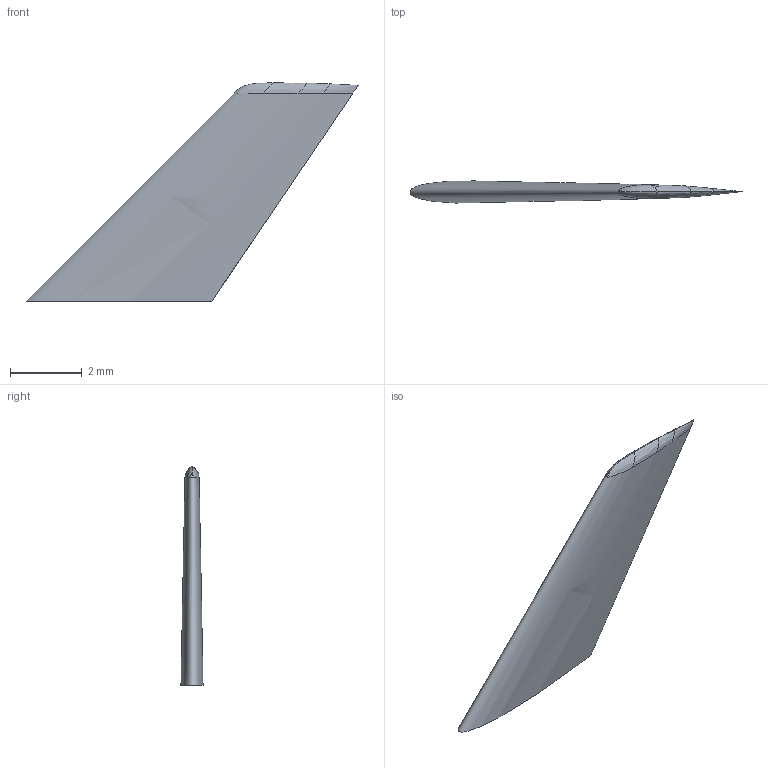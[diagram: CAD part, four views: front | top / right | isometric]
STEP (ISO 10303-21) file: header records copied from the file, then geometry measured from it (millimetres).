
FILE_DESCRIPTION(('Open CASCADE Model'),'2;1');
FILE_NAME('Open CASCADE Shape Model','2018-11-23T13:02:51',('Author'),( 'Open CASCADE'),'Open CASCADE STEP processor 7.0','Open CASCADE 7.0' ,'Unknown');
FILE_SCHEMA(('AUTOMOTIVE_DESIGN { 1 0 10303 214 1 1 1 1 }'));
Length unit declared in the file: millimetre
Products named in the file (1): Aircraft 3
Bounding box: 9.22 x 0.61 x 6.06 mm (x, y, z)
Volume: 7.9 mm3; surface area: 55 mm2
Topology: 1 solids, 1 shells, 14 faces, 30 edges, 18 vertices
Faces by surface type: bspline 14
Entity records: 3218 total; most frequent: CARTESIAN_POINT 2735, ORIENTED_EDGE 60, PCURVE 60, DEFINITIONAL_REPRESENTATION 60, B_SPLINE_CURVE_WITH_KNOTS 51, DIRECTION 37, LINE 35, VECTOR 35
